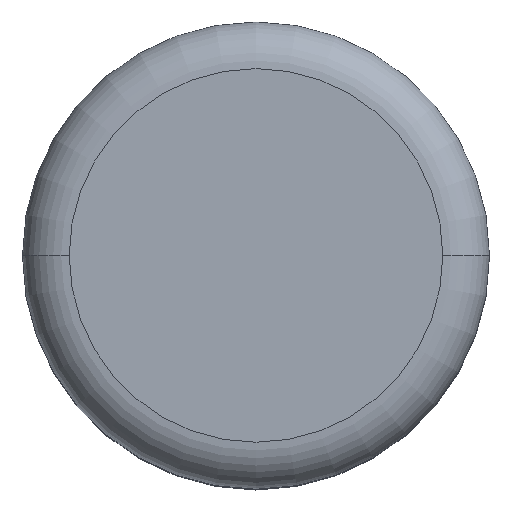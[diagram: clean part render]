
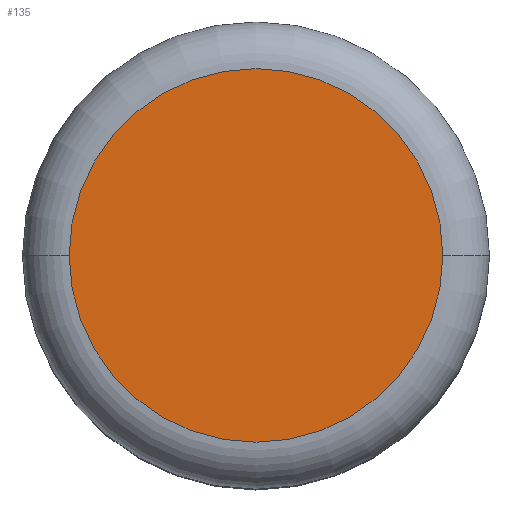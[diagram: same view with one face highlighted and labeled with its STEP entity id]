
A CAD part, top view. The second image highlights one B-rep face of the part: STEP entity #135.
In plain terms, the highlighted planar face has unit normal (0, 0, 1).
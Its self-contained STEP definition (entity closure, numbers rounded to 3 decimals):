
#37 = CIRCLE ( 'NONE', #58, 4. ) ;
#58 = AXIS2_PLACEMENT_3D ( 'NONE', #443, #441, #440 ) ;
#135 = ADVANCED_FACE ( 'NONE', ( #527 ), #503, .T. ) ;
#186 = EDGE_CURVE ( 'NONE', #635, #631, #277, .T. ) ;
#196 = EDGE_CURVE ( 'NONE', #631, #635, #37, .T. ) ;
#262 = AXIS2_PLACEMENT_3D ( 'NONE', #477, #476, #475 ) ;
#268 = AXIS2_PLACEMENT_3D ( 'NONE', #501, #376, #308 ) ;
#277 = CIRCLE ( 'NONE', #262, 4. ) ;
#308 = DIRECTION ( 'NONE',  ( 1., 0., 0. ) ) ;
#376 = DIRECTION ( 'NONE',  ( 0., 0., 1. ) ) ;
#440 = DIRECTION ( 'NONE',  ( 1., 0., 0. ) ) ;
#441 = DIRECTION ( 'NONE',  ( 0., 0., 1. ) ) ;
#443 = CARTESIAN_POINT ( 'NONE',  ( 0., 0., 14. ) ) ;
#475 = DIRECTION ( 'NONE',  ( 1., 0., 0. ) ) ;
#476 = DIRECTION ( 'NONE',  ( 0., 0., 1. ) ) ;
#477 = CARTESIAN_POINT ( 'NONE',  ( 0., 0., 14. ) ) ;
#501 = CARTESIAN_POINT ( 'NONE',  ( 0., 0., 14. ) ) ;
#503 = PLANE ( 'NONE',  #268 ) ;
#527 = FACE_OUTER_BOUND ( 'NONE', #593, .T. ) ;
#555 = ORIENTED_EDGE ( 'NONE', *, *, #196, .T. ) ;
#557 = ORIENTED_EDGE ( 'NONE', *, *, #186, .T. ) ;
#593 = EDGE_LOOP ( 'NONE', ( #555, #557 ) ) ;
#631 = VERTEX_POINT ( 'NONE', #796 ) ;
#635 = VERTEX_POINT ( 'NONE', #891 ) ;
#796 = CARTESIAN_POINT ( 'NONE',  ( 4., 0., 14. ) ) ;
#891 = CARTESIAN_POINT ( 'NONE',  ( -4., 0., 14. ) ) ;
